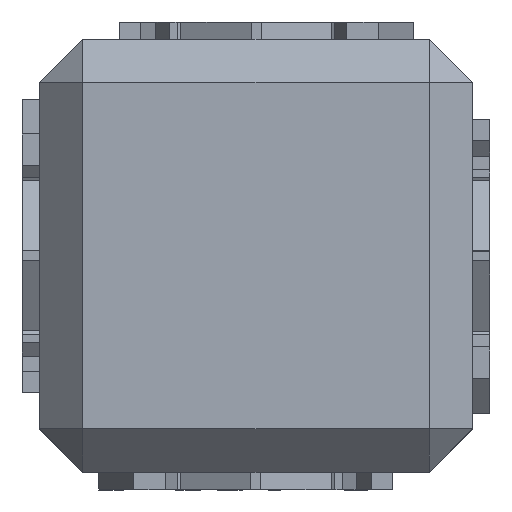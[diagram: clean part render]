
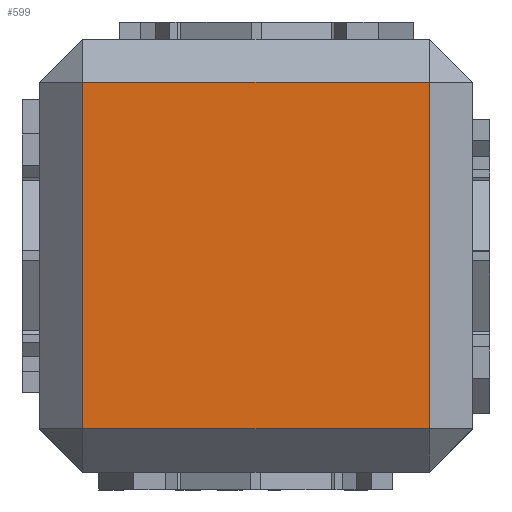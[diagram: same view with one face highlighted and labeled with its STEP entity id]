
A CAD part, top view. The second image highlights one B-rep face of the part: STEP entity #599.
In plain terms, the highlighted free-form (B-spline) face has degree [1, 1] with [2, 2] control points.
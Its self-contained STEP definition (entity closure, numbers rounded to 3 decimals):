
#35 = VERTEX_POINT('', #36);
#36 = CARTESIAN_POINT('', (45., 5., 50.));
#41 = EDGE_CURVE('', #42, #35, #44, .T.);
#42 = VERTEX_POINT('', #43);
#43 = CARTESIAN_POINT('', (5., 5., 50.));
#44 = B_SPLINE_CURVE_WITH_KNOTS('', 3, (#45, #46, #47, #48), .UNSPECIFIED., .F., .U., (4, 4), (0., 40.), .UNSPECIFIED.);
#45 = CARTESIAN_POINT('', (5., 5., 50.));
#46 = CARTESIAN_POINT('', (18.333, 5., 50.));
#47 = CARTESIAN_POINT('', (31.667, 5., 50.));
#48 = CARTESIAN_POINT('', (45., 5., 50.));
#94 = VERTEX_POINT('', #95);
#95 = CARTESIAN_POINT('', (45., 45., 50.));
#100 = EDGE_CURVE('', #35, #94, #101, .T.);
#101 = B_SPLINE_CURVE_WITH_KNOTS('', 3, (#102, #103, #104, #105), .UNSPECIFIED., .F., .U., (4, 4), (0., 40.), .UNSPECIFIED.);
#102 = CARTESIAN_POINT('', (45., 5., 50.));
#103 = CARTESIAN_POINT('', (45., 18.333, 50.));
#104 = CARTESIAN_POINT('', (45., 31.667, 50.));
#105 = CARTESIAN_POINT('', (45., 45., 50.));
#290 = EDGE_CURVE('', #42, #291, #293, .T.);
#291 = VERTEX_POINT('', #292);
#292 = CARTESIAN_POINT('', (5., 45., 50.));
#293 = B_SPLINE_CURVE_WITH_KNOTS('', 3, (#294, #295, #296, #297), .UNSPECIFIED., .F., .U., (4, 4), (0., 40.), .UNSPECIFIED.);
#294 = CARTESIAN_POINT('', (5., 5., 50.));
#295 = CARTESIAN_POINT('', (5., 18.333, 50.));
#296 = CARTESIAN_POINT('', (5., 31.667, 50.));
#297 = CARTESIAN_POINT('', (5., 45., 50.));
#343 = EDGE_CURVE('', #291, #94, #344, .T.);
#344 = B_SPLINE_CURVE_WITH_KNOTS('', 3, (#345, #346, #347, #348), .UNSPECIFIED., .F., .U., (4, 4), (0., 40.), .UNSPECIFIED.);
#345 = CARTESIAN_POINT('', (5., 45., 50.));
#346 = CARTESIAN_POINT('', (18.333, 45., 50.));
#347 = CARTESIAN_POINT('', (31.667, 45., 50.));
#348 = CARTESIAN_POINT('', (45., 45., 50.));
#599 = ADVANCED_FACE('', (#600), #606, .T.);
#600 = FACE_OUTER_BOUND('', #601, .T.);
#601 = EDGE_LOOP('', (#602, #603, #604, #605));
#602 = ORIENTED_EDGE('', *, *, #100, .T.);
#603 = ORIENTED_EDGE('', *, *, #343, .F.);
#604 = ORIENTED_EDGE('', *, *, #290, .F.);
#605 = ORIENTED_EDGE('', *, *, #41, .T.);
#606 = B_SPLINE_SURFACE_WITH_KNOTS('', 1, 1, ((#607, #608), (#609, #610)), .UNSPECIFIED., .F., .F., .U., (2, 2), (2, 2), (5., 45.), (5., 45.), .UNSPECIFIED.);
#607 = CARTESIAN_POINT('', (5., 5., 50.));
#608 = CARTESIAN_POINT('', (5., 45., 50.));
#609 = CARTESIAN_POINT('', (45., 5., 50.));
#610 = CARTESIAN_POINT('', (45., 45., 50.));
